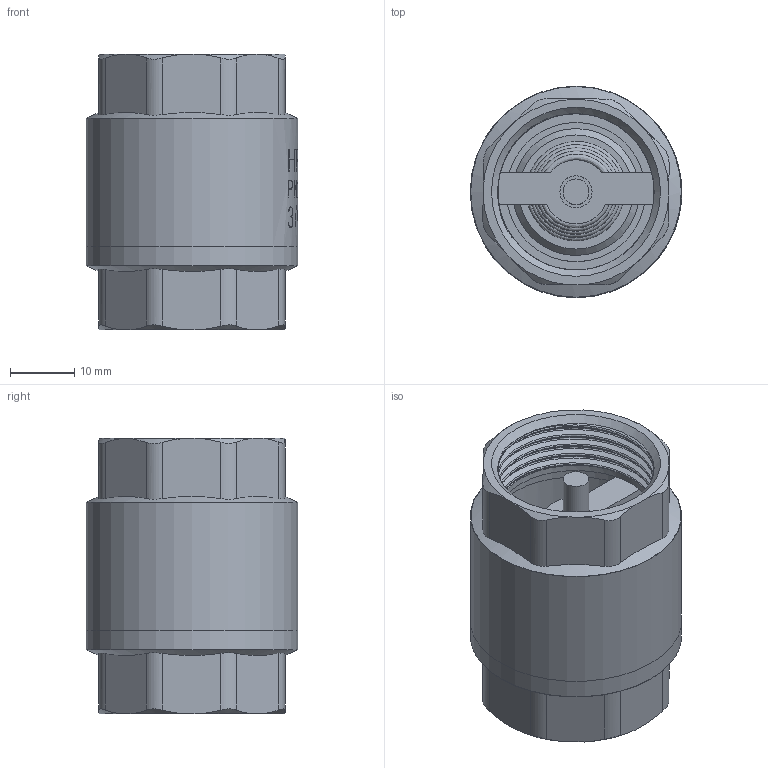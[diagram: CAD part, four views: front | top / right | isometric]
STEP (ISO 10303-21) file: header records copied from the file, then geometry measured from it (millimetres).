
FILE_DESCRIPTION(/* description */ (''),/* implementation_level */ '2;1');
FILE_NAME(/* name */ 'MAKU11.000.025.step',/* time_stamp */ '2026-04-14T09:50:54+02:00',/* author */ (''),/* organization */ (''),/* preprocessor_version */ 'ST-DEVELOPER v20.1',/* originating_system */ 'Autodesk Translation Framework v14.24.0.0',/* authorisation */ '');
FILE_SCHEMA (('AUTOMOTIVE_DESIGN { 1 0 10303 214 3 1 1 }'));
Length unit declared in the file: millimetre
Products named in the file (1): 2026-04-13-10-41-47-173
Bounding box: 33 x 33 x 43 mm (x, y, z)
Volume: 13425.2 mm3; surface area: 15915.2 mm2
Topology: 5 solids, 5 shells, 331 faces, 879 edges, 578 vertices
Faces by surface type: plane 135, bspline 99, cylinder 77, cone 19, torus 1
Full cylindrical faces by diameter (mm): 4 x3, 5 x2, 5.761 x1, 7.509 x1, 15.779 x1, 17 x1, 19.802 x1, 20.488 x1, 21.737 x1, 24.387 x2, 25.215 x1, 26.441 x7, 27.877 x2, 28.148 x1, 30.201 x2, 33 x2
Entity records: 21145 total; most frequent: CARTESIAN_POINT 13729, ORIENTED_EDGE 1742, DIRECTION 1173, EDGE_CURVE 871, VERTEX_POINT 574, AXIS2_PLACEMENT_3D 414, EDGE_LOOP 367, LINE 345
